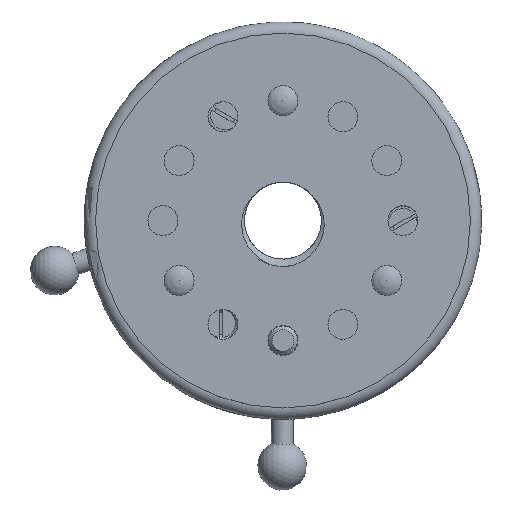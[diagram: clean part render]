
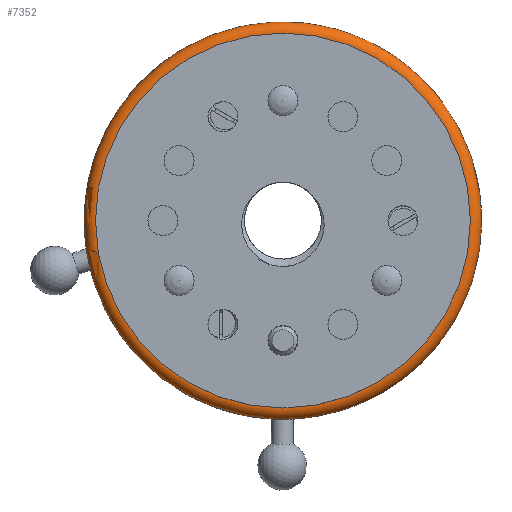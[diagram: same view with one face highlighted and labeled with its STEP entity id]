
A CAD part, top view. The second image highlights one B-rep face of the part: STEP entity #7352.
In plain terms, the highlighted toroidal (fillet/blend) face has major radius 25 mm and minor radius 1.5 mm.
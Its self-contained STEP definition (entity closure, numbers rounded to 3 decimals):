
#455=B_SPLINE_CURVE_WITH_KNOTS('',3,(#14614,#14615,#14616,#14617,#14618,
#14619,#14620,#14621,#14622,#14623),.UNSPECIFIED.,.F.,.F.,(4,2,2,2,4),(0.4,
0.403,0.491,0.57,0.648),
 .UNSPECIFIED.);
#456=B_SPLINE_CURVE_WITH_KNOTS('',3,(#14624,#14625,#14626,#14627,#14628,
#14629,#14630,#14631,#14632,#14633,#14634,#14635,#14636,#14637),
 .UNSPECIFIED.,.F.,.F.,(4,2,2,2,2,2,4),(0.192,0.203,
0.27,0.317,0.361,0.42,
0.455),.UNSPECIFIED.);
#457=B_SPLINE_CURVE_WITH_KNOTS('',3,(#14638,#14639,#14640,#14641,#14642,
#14643,#14644,#14645,#14646,#14647),.UNSPECIFIED.,.F.,.F.,(4,2,2,2,4),(1.675,
1.764,1.865,1.969,1.99),
 .UNSPECIFIED.);
#932=TOROIDAL_SURFACE('',#8041,25.,1.5);
#996=FACE_OUTER_BOUND('',#1422,.T.);
#1422=EDGE_LOOP('',(#5248,#5249,#5250,#5251,#5252,#5253,#5254,#5255,#5256,
#5257));
#2704=CIRCLE('',#8032,26.5);
#2705=CIRCLE('',#8033,26.5);
#2711=CIRCLE('',#8039,26.5);
#2712=CIRCLE('',#8040,26.5);
#2713=CIRCLE('',#8042,25.);
#2714=CIRCLE('',#8043,1.5);
#3147=VERTEX_POINT('',#14440);
#3148=VERTEX_POINT('',#14441);
#3151=VERTEX_POINT('',#14471);
#3152=VERTEX_POINT('',#14480);
#3160=VERTEX_POINT('',#14533);
#3163=VERTEX_POINT('',#14563);
#3164=VERTEX_POINT('',#14572);
#3167=VERTEX_POINT('',#14611);
#3949=EDGE_CURVE('',#3147,#3148,#2704,.T.);
#3953=EDGE_CURVE('',#3152,#3151,#2705,.T.);
#3963=EDGE_CURVE('',#3160,#3152,#2711,.T.);
#3967=EDGE_CURVE('',#3164,#3163,#2712,.T.);
#3971=EDGE_CURVE('',#3167,#3167,#2713,.T.);
#3972=EDGE_CURVE('',#3167,#3152,#2714,.T.);
#3973=EDGE_CURVE('',#3151,#3147,#455,.T.);
#3974=EDGE_CURVE('',#3148,#3164,#456,.T.);
#3975=EDGE_CURVE('',#3163,#3160,#457,.T.);
#5248=ORIENTED_EDGE('',*,*,#3971,.T.);
#5249=ORIENTED_EDGE('',*,*,#3972,.T.);
#5250=ORIENTED_EDGE('',*,*,#3953,.T.);
#5251=ORIENTED_EDGE('',*,*,#3973,.T.);
#5252=ORIENTED_EDGE('',*,*,#3949,.T.);
#5253=ORIENTED_EDGE('',*,*,#3974,.T.);
#5254=ORIENTED_EDGE('',*,*,#3967,.T.);
#5255=ORIENTED_EDGE('',*,*,#3975,.T.);
#5256=ORIENTED_EDGE('',*,*,#3963,.T.);
#5257=ORIENTED_EDGE('',*,*,#3972,.F.);
#7352=ADVANCED_FACE('',(#996),#932,.T.);
#8032=AXIS2_PLACEMENT_3D('',#14442,#8935,#8936);
#8033=AXIS2_PLACEMENT_3D('',#14481,#8937,#8938);
#8039=AXIS2_PLACEMENT_3D('',#14534,#8951,#8952);
#8040=AXIS2_PLACEMENT_3D('',#14573,#8953,#8954);
#8041=AXIS2_PLACEMENT_3D('',#14610,#8955,#8956);
#8042=AXIS2_PLACEMENT_3D('',#14612,#8957,#8958);
#8043=AXIS2_PLACEMENT_3D('',#14613,#8959,#8960);
#8935=DIRECTION('center_axis',(0.,0.,1.));
#8936=DIRECTION('ref_axis',(1.,0.,0.));
#8937=DIRECTION('center_axis',(0.,0.,1.));
#8938=DIRECTION('ref_axis',(1.,0.,0.));
#8951=DIRECTION('center_axis',(0.,0.,1.));
#8952=DIRECTION('ref_axis',(1.,0.,0.));
#8953=DIRECTION('center_axis',(0.,0.,1.));
#8954=DIRECTION('ref_axis',(1.,0.,0.));
#8955=DIRECTION('center_axis',(0.,0.,1.));
#8956=DIRECTION('ref_axis',(1.,0.,0.));
#8957=DIRECTION('center_axis',(0.,0.,-1.));
#8958=DIRECTION('ref_axis',(1.,0.,0.));
#8959=DIRECTION('center_axis',(0.,-1.,0.));
#8960=DIRECTION('ref_axis',(-1.,0.,0.));
#14440=CARTESIAN_POINT('',(-9.788,-24.626,16.));
#14441=CARTESIAN_POINT('',(26.489,0.775,16.));
#14442=CARTESIAN_POINT('Origin',(0.,0.,16.));
#14471=CARTESIAN_POINT('',(-12.573,-23.328,16.));
#14480=CARTESIAN_POINT('',(-26.5,0.,16.));
#14481=CARTESIAN_POINT('Origin',(0.,0.,16.));
#14533=CARTESIAN_POINT('',(-16.433,20.79,16.));
#14534=CARTESIAN_POINT('Origin',(0.,0.,16.));
#14563=CARTESIAN_POINT('',(-13.916,22.552,16.));
#14572=CARTESIAN_POINT('',(26.221,3.836,16.));
#14573=CARTESIAN_POINT('Origin',(0.,0.,16.));
#14610=CARTESIAN_POINT('Origin',(0.,0.,16.));
#14611=CARTESIAN_POINT('',(-25.,0.,17.5));
#14612=CARTESIAN_POINT('Origin',(0.,0.,17.5));
#14613=CARTESIAN_POINT('Origin',(-25.,0.,16.));
#14614=CARTESIAN_POINT('Ctrl Pts',(-12.573,-23.328,
16.));
#14615=CARTESIAN_POINT('Ctrl Pts',(-12.563,-23.333,
16.006));
#14616=CARTESIAN_POINT('Ctrl Pts',(-12.554,-23.338,
16.012));
#14617=CARTESIAN_POINT('Ctrl Pts',(-12.271,-23.488,
16.186));
#14618=CARTESIAN_POINT('Ctrl Pts',(-11.945,-23.623,
16.31));
#14619=CARTESIAN_POINT('Ctrl Pts',(-11.271,-23.921,
16.418));
#14620=CARTESIAN_POINT('Ctrl Pts',(-10.949,-24.074,
16.41));
#14621=CARTESIAN_POINT('Ctrl Pts',(-10.33,-24.38,
16.276));
#14622=CARTESIAN_POINT('Ctrl Pts',(-10.049,-24.522,
16.156));
#14623=CARTESIAN_POINT('Ctrl Pts',(-9.788,-24.626,
16.));
#14624=CARTESIAN_POINT('Ctrl Pts',(26.489,0.775,16.));
#14625=CARTESIAN_POINT('Ctrl Pts',(26.487,0.815,16.022));
#14626=CARTESIAN_POINT('Ctrl Pts',(26.486,0.856,16.044));
#14627=CARTESIAN_POINT('Ctrl Pts',(26.47,1.141,16.187));
#14628=CARTESIAN_POINT('Ctrl Pts',(26.44,1.397,16.277));
#14629=CARTESIAN_POINT('Ctrl Pts',(26.39,1.849,16.372));
#14630=CARTESIAN_POINT('Ctrl Pts',(26.369,2.038,16.394));
#14631=CARTESIAN_POINT('Ctrl Pts',(26.335,2.409,16.404));
#14632=CARTESIAN_POINT('Ctrl Pts',(26.322,2.59,16.392));
#14633=CARTESIAN_POINT('Ctrl Pts',(26.294,3.005,16.33));
#14634=CARTESIAN_POINT('Ctrl Pts',(26.281,3.236,16.268));
#14635=CARTESIAN_POINT('Ctrl Pts',(26.251,3.59,16.128));
#14636=CARTESIAN_POINT('Ctrl Pts',(26.238,3.717,16.067));
#14637=CARTESIAN_POINT('Ctrl Pts',(26.221,3.836,16.));
#14638=CARTESIAN_POINT('Ctrl Pts',(-13.916,22.552,16.));
#14639=CARTESIAN_POINT('Ctrl Pts',(-14.115,22.429,16.131));
#14640=CARTESIAN_POINT('Ctrl Pts',(-14.322,22.278,16.235));
#14641=CARTESIAN_POINT('Ctrl Pts',(-14.796,21.93,16.383));
#14642=CARTESIAN_POINT('Ctrl Pts',(-15.083,21.719,16.422));
#14643=CARTESIAN_POINT('Ctrl Pts',(-15.731,21.278,16.351));
#14644=CARTESIAN_POINT('Ctrl Pts',(-16.036,21.084,16.243));
#14645=CARTESIAN_POINT('Ctrl Pts',(-16.339,20.862,16.064));
#14646=CARTESIAN_POINT('Ctrl Pts',(-16.386,20.826,16.033));
#14647=CARTESIAN_POINT('Ctrl Pts',(-16.433,20.79,16.));
